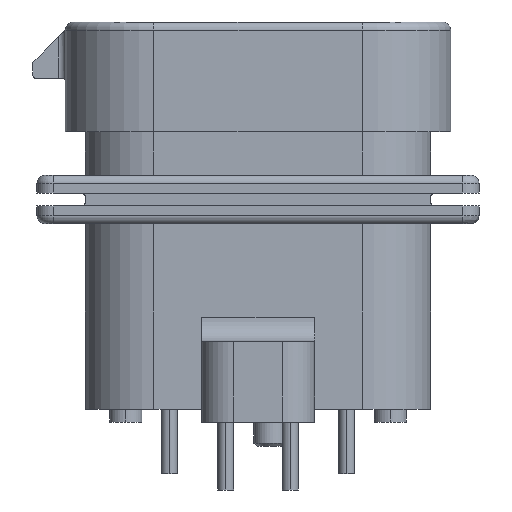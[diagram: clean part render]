
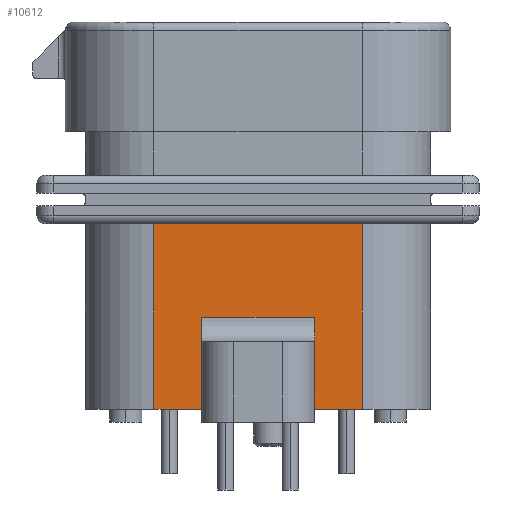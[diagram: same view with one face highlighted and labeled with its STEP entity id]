
A CAD part, left-side view. The second image highlights one B-rep face of the part: STEP entity #10612.
In plain terms, the highlighted planar face has unit normal (-1, 0, 0).
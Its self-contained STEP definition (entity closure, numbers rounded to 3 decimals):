
#3288=DIRECTION('',(0.,0.,-1.));
#3289=VECTOR('',#3288,11.5);
#3290=CARTESIAN_POINT('',(-16.25,6.45,-12.5));
#3291=LINE('',#3290,#3289);
#3316=DIRECTION('',(0.,1.,0.));
#3317=VECTOR('',#3316,7.);
#3318=CARTESIAN_POINT('',(-16.25,-3.5,-18.3));
#3319=LINE('',#3318,#3317);
#3323=DIRECTION('',(0.,1.,0.));
#3324=VECTOR('',#3323,12.9);
#3325=CARTESIAN_POINT('',(-16.25,-6.45,-12.5));
#3326=LINE('',#3325,#3324);
#3330=DIRECTION('',(0.,0.,-1.));
#3331=VECTOR('',#3330,11.5);
#3332=CARTESIAN_POINT('',(-16.25,-6.45,-12.5));
#3333=LINE('',#3332,#3331);
#3888=DIRECTION('',(0.,1.,0.));
#3889=VECTOR('',#3888,2.95);
#3890=CARTESIAN_POINT('',(-16.25,3.5,-24.));
#3891=LINE('',#3890,#3889);
#3902=DIRECTION('',(0.,1.,0.));
#3903=VECTOR('',#3902,2.95);
#3904=CARTESIAN_POINT('',(-16.25,-6.45,-24.));
#3905=LINE('',#3904,#3903);
#4633=DIRECTION('',(0.,0.,-1.));
#4634=VECTOR('',#4633,5.7);
#4635=CARTESIAN_POINT('',(-16.25,-3.5,-18.3));
#4636=LINE('',#4635,#4634);
#4663=DIRECTION('',(0.,0.,1.));
#4664=VECTOR('',#4663,5.7);
#4665=CARTESIAN_POINT('',(-16.25,3.5,-24.));
#4666=LINE('',#4665,#4664);
#6611=CARTESIAN_POINT('',(-16.25,6.45,-24.));
#6613=VERTEX_POINT('',#6611);
#6625=CARTESIAN_POINT('',(-16.25,-6.45,-24.));
#6626=VERTEX_POINT('',#6625);
#6732=CARTESIAN_POINT('',(-16.25,6.45,-12.5));
#6734=VERTEX_POINT('',#6732);
#6755=CARTESIAN_POINT('',(-16.25,-6.45,-12.5));
#6757=VERTEX_POINT('',#6755);
#6809=CARTESIAN_POINT('',(-16.25,-3.5,-24.));
#6810=VERTEX_POINT('',#6809);
#6885=CARTESIAN_POINT('',(-16.25,3.5,-24.));
#6886=VERTEX_POINT('',#6885);
#6935=CARTESIAN_POINT('',(-16.25,-3.5,-18.3));
#6936=CARTESIAN_POINT('',(-16.25,3.5,-18.3));
#6937=VERTEX_POINT('',#6935);
#6938=VERTEX_POINT('',#6936);
#10590=CARTESIAN_POINT('',(-16.25,-6.45,-19.5));
#10591=DIRECTION('',(-1.,0.,0.));
#10592=DIRECTION('',(0.,1.,0.));
#10593=AXIS2_PLACEMENT_3D('',#10590,#10591,#10592);
#10594=PLANE('',#10593);
#10596=ORIENTED_EDGE('',*,*,#10595,.T.);
#10598=ORIENTED_EDGE('',*,*,#10597,.F.);
#10600=ORIENTED_EDGE('',*,*,#10599,.T.);
#10601=ORIENTED_EDGE('',*,*,#10569,.F.);
#10603=ORIENTED_EDGE('',*,*,#10602,.F.);
#10605=ORIENTED_EDGE('',*,*,#10604,.T.);
#10607=ORIENTED_EDGE('',*,*,#10606,.T.);
#10609=ORIENTED_EDGE('',*,*,#10608,.F.);
#10610=EDGE_LOOP('',(#10596,#10598,#10600,#10601,#10603,#10605,#10607,#10609));
#10611=FACE_OUTER_BOUND('',#10610,.F.);
#10612=ADVANCED_FACE('',(#10611),#10594,.T.);
#10569=EDGE_CURVE('',#6734,#6613,#3291,.T.);
#10595=EDGE_CURVE('',#6937,#6938,#3319,.T.);
#10597=EDGE_CURVE('',#6886,#6938,#4666,.T.);
#10599=EDGE_CURVE('',#6886,#6613,#3891,.T.);
#10602=EDGE_CURVE('',#6757,#6734,#3326,.T.);
#10604=EDGE_CURVE('',#6757,#6626,#3333,.T.);
#10606=EDGE_CURVE('',#6626,#6810,#3905,.T.);
#10608=EDGE_CURVE('',#6937,#6810,#4636,.T.);
